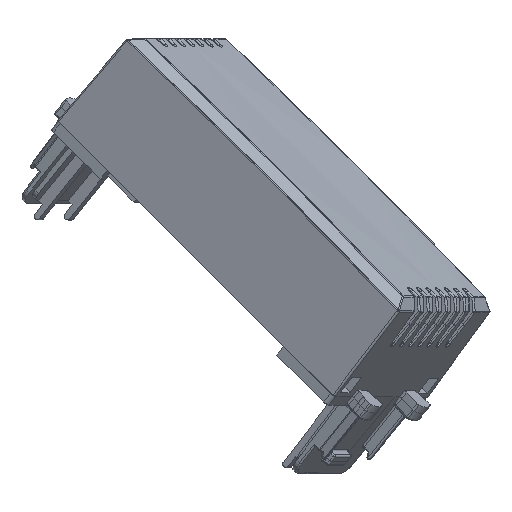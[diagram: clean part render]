
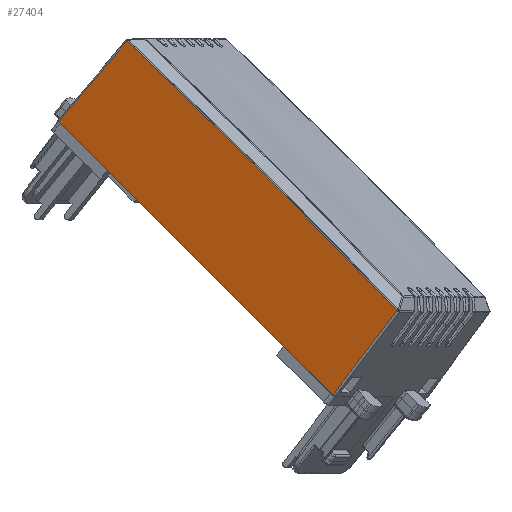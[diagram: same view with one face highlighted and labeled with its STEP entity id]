
A CAD part, isometric view. The second image highlights one B-rep face of the part: STEP entity #27404.
In plain terms, the highlighted face is planar.
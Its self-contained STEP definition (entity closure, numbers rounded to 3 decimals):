
#4967=CARTESIAN_POINT('Vertex',(14.303,11.125,1.275)) ;
#4981=CARTESIAN_POINT('Vertex',(-14.303,11.125,1.275)) ;
#4984=CARTESIAN_POINT('Line Origine',(0.,11.125,1.275)) ;
#5047=CARTESIAN_POINT('Vertex',(-22.168,11.125,1.275)) ;
#11732=CARTESIAN_POINT('Vertex',(22.168,11.125,1.275)) ;
#26628=CARTESIAN_POINT('Line Origine',(-18.235,11.125,1.275)) ;
#26640=CARTESIAN_POINT('Line Origine',(18.235,11.125,1.275)) ;
#26968=CARTESIAN_POINT('Vertex',(-22.25,11.125,1.275)) ;
#26973=CARTESIAN_POINT('Line Origine',(-22.209,11.125,1.275)) ;
#27053=CARTESIAN_POINT('Line Origine',(-22.088,10.963,7.448)) ;
#27057=CARTESIAN_POINT('Vertex',(-21.939,10.814,13.17)) ;
#27351=CARTESIAN_POINT('Vertex',(22.25,11.125,1.275)) ;
#27359=CARTESIAN_POINT('Line Origine',(22.209,11.125,1.275)) ;
#27371=CARTESIAN_POINT('Axis2P3D Location',(0.,10.756,15.348)) ;
#27376=CARTESIAN_POINT('Line Origine',(22.094,10.969,7.222)) ;
#27380=CARTESIAN_POINT('Vertex',(21.939,10.814,13.17)) ;
#27384=CARTESIAN_POINT('Control Point',(-21.939,10.814,13.17)) ;
#27385=CARTESIAN_POINT('Control Point',(-17.535,10.81,13.289)) ;
#27386=CARTESIAN_POINT('Control Point',(-13.13,10.808,13.378)) ;
#27387=CARTESIAN_POINT('Control Point',(-8.725,10.807,13.437)) ;
#27388=CARTESIAN_POINT('Control Point',(0.052,10.805,13.495)) ;
#27389=CARTESIAN_POINT('Control Point',(8.828,10.807,13.435)) ;
#27390=CARTESIAN_POINT('Control Point',(13.199,10.808,13.376)) ;
#27391=CARTESIAN_POINT('Control Point',(17.569,10.81,13.288)) ;
#27392=CARTESIAN_POINT('Control Point',(21.939,10.814,13.17)) ;
#4985=DIRECTION('Vector Direction',(1.,0.,0.)) ;
#26629=DIRECTION('Vector Direction',(1.,0.,0.)) ;
#26641=DIRECTION('Vector Direction',(1.,0.,0.)) ;
#26974=DIRECTION('Vector Direction',(1.,0.,0.)) ;
#27054=DIRECTION('Vector Direction',(-0.026,0.026,-0.999)) ;
#27360=DIRECTION('Vector Direction',(1.,0.,0.)) ;
#27372=DIRECTION('Axis2P3D Direction',(0.,-1.,-0.026)) ;
#27373=DIRECTION('Axis2P3D XDirection',(0.,0.026,-1.)) ;
#27377=DIRECTION('Vector Direction',(0.026,0.026,-0.999)) ;
#27374=AXIS2_PLACEMENT_3D('Plane Axis2P3D',#27371,#27372,#27373) ;
#27395=ORIENTED_EDGE('',*,*,#27382,.T.) ;
#27396=ORIENTED_EDGE('',*,*,#27363,.F.) ;
#27397=ORIENTED_EDGE('',*,*,#26644,.F.) ;
#27398=ORIENTED_EDGE('',*,*,#4988,.F.) ;
#27399=ORIENTED_EDGE('',*,*,#26632,.F.) ;
#27400=ORIENTED_EDGE('',*,*,#26977,.F.) ;
#27401=ORIENTED_EDGE('',*,*,#27059,.F.) ;
#27402=ORIENTED_EDGE('',*,*,#27393,.T.) ;
#4986=VECTOR('Line Direction',#4985,1.) ;
#26630=VECTOR('Line Direction',#26629,1.) ;
#26642=VECTOR('Line Direction',#26641,1.) ;
#26975=VECTOR('Line Direction',#26974,1.) ;
#27055=VECTOR('Line Direction',#27054,1.) ;
#27361=VECTOR('Line Direction',#27360,1.) ;
#27378=VECTOR('Line Direction',#27377,1.) ;
#27404=ADVANCED_FACE('PartBody',(#27403),#27375,.F.) ;
#27383=B_SPLINE_CURVE_WITH_KNOTS('',5,(#27384,#27385,#27386,#27387,#27388,#27389,#27390,#27391,#27392),.UNSPECIFIED.,.F.,.U.,(6,3,6),(16.041,54.212,92.085),.UNSPECIFIED.) ;
#4988=EDGE_CURVE('',#4982,#4968,#4987,.T.) ;
#26632=EDGE_CURVE('',#5048,#4982,#26631,.T.) ;
#26644=EDGE_CURVE('',#4968,#11733,#26643,.T.) ;
#26977=EDGE_CURVE('',#26969,#5048,#26976,.T.) ;
#27059=EDGE_CURVE('',#27058,#26969,#27056,.T.) ;
#27363=EDGE_CURVE('',#11733,#27352,#27362,.T.) ;
#27382=EDGE_CURVE('',#27381,#27352,#27379,.T.) ;
#27393=EDGE_CURVE('',#27058,#27381,#27383,.T.) ;
#27394=EDGE_LOOP('',(#27395,#27396,#27397,#27398,#27399,#27400,#27401,#27402)) ;
#27403=FACE_OUTER_BOUND('',#27394,.T.) ;
#4987=LINE('Line',#4984,#4986) ;
#26631=LINE('Line',#26628,#26630) ;
#26643=LINE('Line',#26640,#26642) ;
#26976=LINE('Line',#26973,#26975) ;
#27056=LINE('Line',#27053,#27055) ;
#27362=LINE('Line',#27359,#27361) ;
#27379=LINE('Line',#27376,#27378) ;
#27375=PLANE('',#27374) ;
#4968=VERTEX_POINT('',#4967) ;
#4982=VERTEX_POINT('',#4981) ;
#5048=VERTEX_POINT('',#5047) ;
#11733=VERTEX_POINT('',#11732) ;
#26969=VERTEX_POINT('',#26968) ;
#27058=VERTEX_POINT('',#27057) ;
#27352=VERTEX_POINT('',#27351) ;
#27381=VERTEX_POINT('',#27380) ;
